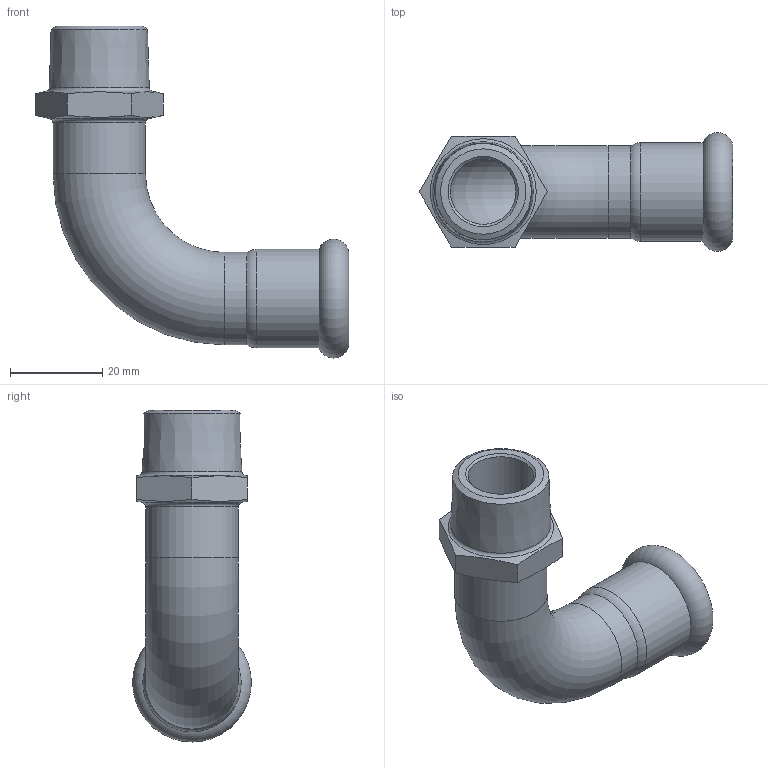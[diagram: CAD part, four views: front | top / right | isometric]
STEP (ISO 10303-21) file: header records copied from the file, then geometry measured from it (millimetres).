
FILE_DESCRIPTION(/* description */ ('Curva 90° Maschio-Femmina 1/2"x18 Inox'),/* implementation_level */ '2;1');
FILE_NAME(/* name */ '186102018_Inoxpres.stp',/* time_stamp */ '2022-10-11T15:42:15+02:00',/* author */ ('Vault'),/* organization */ ('Raccorderie metalliche s.p.a. '),/* preprocessor_version */ 'ST-DEVELOPER v18.1',/* originating_system */ 'Autodesk Inventor 2020',/* authorisation */ 'Raccorderie metalliche s.p.a. ');
FILE_SCHEMA (('AUTOMOTIVE_DESIGN { 1 0 10303 214 3 1 1 }'));
Length unit declared in the file: millimetre
Products named in the file (1): 186102018_Inoxpres
Bounding box: 67.86 x 25.71 x 71.85 mm (x, y, z)
Volume: 12622 mm3; surface area: 12610.4 mm2
Topology: 1 solids, 1 shells, 32 faces, 103 edges, 72 vertices
Faces by surface type: torus 9, cylinder 9, cone 7, plane 7
Full cylindrical faces by diameter (mm): 14.2 x1, 17 x2, 18.3 x1, 18.7 x2, 20 x2, 21.3 x1
Entity records: 1229 total; most frequent: CARTESIAN_POINT 232, DIRECTION 226, ORIENTED_EDGE 206, EDGE_CURVE 103, AXIS2_PLACEMENT_3D 102, VERTEX_POINT 72, CIRCLE 69, EDGE_LOOP 33
